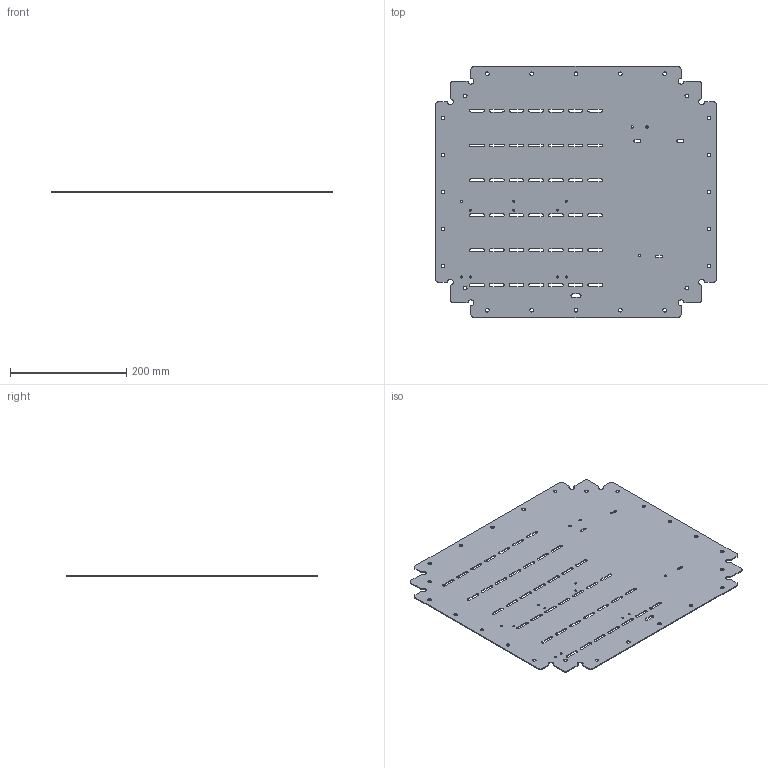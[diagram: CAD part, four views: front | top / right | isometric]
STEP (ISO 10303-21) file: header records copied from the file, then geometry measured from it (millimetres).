
FILE_DESCRIPTION(('FreeCAD Model'),'2;1');
FILE_NAME('Open CASCADE Shape Model','2024-07-01T10:59:26',('Author'),( ''),'Open CASCADE STEP processor 7.5','FreeCAD','Unknown');
FILE_SCHEMA(('AUTOMOTIVE_DESIGN { 1 0 10303 214 1 1 1 1 }'));
Length unit declared in the file: millimetre
Products named in the file (1): BodyChassis_18x15
Bounding box: 482.6 x 431.8 x 1.59 mm (x, y, z)
Volume: 304513.3 mm3; surface area: 391654.3 mm2
Topology: 1 solids, 1 shells, 263 faces, 783 edges, 522 vertices
Faces by surface type: cylinder 149, plane 114
Full cylindrical faces by diameter (mm): 3.5 x10, 4 x3, 6.375 x24
Entity records: 9289 total; most frequent: DIRECTION 1609, CARTESIAN_POINT 1569, ORIENTED_EDGE 1566, EDGE_CURVE 783, AXIS2_PLACEMENT_3D 562, VERTEX_POINT 522, LINE 485, VECTOR 485
